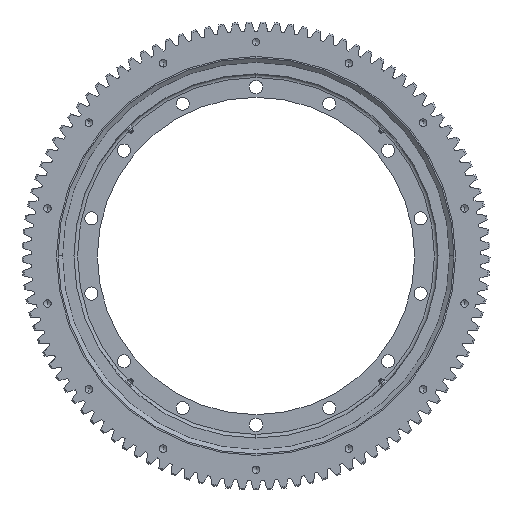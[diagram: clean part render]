
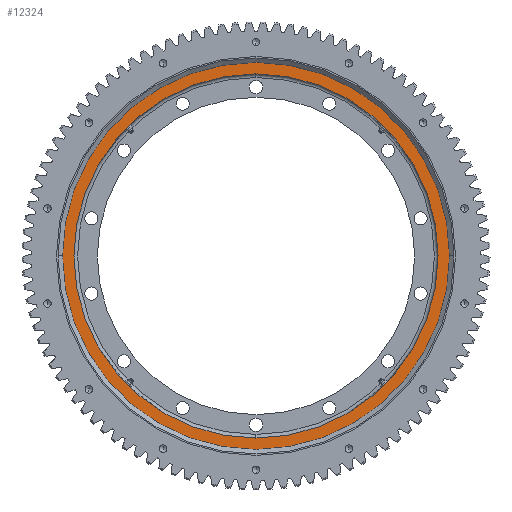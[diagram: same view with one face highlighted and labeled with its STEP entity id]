
A CAD part, front view. The second image highlights one B-rep face of the part: STEP entity #12324.
In plain terms, the highlighted planar face has unit normal (0, -1, 0).
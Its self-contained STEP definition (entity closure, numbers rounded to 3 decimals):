
#139 = DIRECTION ( 'NONE',  ( 0., 0., 1. ) ) ;
#1385 = VERTEX_POINT ( 'NONE', #16055 ) ;
#3668 = EDGE_CURVE ( 'NONE', #26631, #1385, #27562, .T. ) ;
#4377 = ORIENTED_EDGE ( 'NONE', *, *, #23241, .F. ) ;
#5181 = DIRECTION ( 'NONE',  ( 0., 0., 1. ) ) ;
#5223 = DIRECTION ( 'NONE',  ( 0., 1., 0. ) ) ;
#5228 = CARTESIAN_POINT ( 'NONE',  ( 0., -18., 0. ) ) ;
#7197 = EDGE_CURVE ( 'NONE', #17829, #27097, #25958, .T. ) ;
#8784 = DIRECTION ( 'NONE',  ( 0., 1., 0. ) ) ;
#9684 = ORIENTED_EDGE ( 'NONE', *, *, #3668, .F. ) ;
#9933 = AXIS2_PLACEMENT_3D ( 'NONE', #11239, #17121, #17045 ) ;
#11199 = PLANE ( 'NONE',  #9933 ) ;
#11239 = CARTESIAN_POINT ( 'NONE',  ( 0., -18., 217. ) ) ;
#11488 = EDGE_CURVE ( 'NONE', #27097, #17829, #26667, .T. ) ;
#11786 = CARTESIAN_POINT ( 'NONE',  ( 0., -18., 0. ) ) ;
#12108 = EDGE_LOOP ( 'NONE', ( #27072, #22309 ) ) ;
#12324 = ADVANCED_FACE ( 'NONE', ( #21692, #26997 ), #11199, .F. ) ;
#14566 = EDGE_LOOP ( 'NONE', ( #4377, #9684 ) ) ;
#15589 = CARTESIAN_POINT ( 'NONE',  ( 0., -18., 0. ) ) ;
#16055 = CARTESIAN_POINT ( 'NONE',  ( 0., -18., 268.25 ) ) ;
#16167 = CIRCLE ( 'NONE', #20656, 268.25 ) ;
#17045 = DIRECTION ( 'NONE',  ( 0., 0., 1. ) ) ;
#17121 = DIRECTION ( 'NONE',  ( 0., 1., 0. ) ) ;
#17321 = CARTESIAN_POINT ( 'NONE',  ( 0., -18., -249. ) ) ;
#17829 = VERTEX_POINT ( 'NONE', #18498 ) ;
#18458 = DIRECTION ( 'NONE',  ( 0., 1., 0. ) ) ;
#18498 = CARTESIAN_POINT ( 'NONE',  ( 0., -18., 249. ) ) ;
#19165 = DIRECTION ( 'NONE',  ( 0., 0., 1. ) ) ;
#20656 = AXIS2_PLACEMENT_3D ( 'NONE', #5228, #5223, #5181 ) ;
#20696 = AXIS2_PLACEMENT_3D ( 'NONE', #15589, #8784, #139 ) ;
#21692 = FACE_BOUND ( 'NONE', #12108, .T. ) ;
#22309 = ORIENTED_EDGE ( 'NONE', *, *, #11488, .T. ) ;
#22396 = CARTESIAN_POINT ( 'NONE',  ( 0., -18., -268.25 ) ) ;
#22549 = AXIS2_PLACEMENT_3D ( 'NONE', #11786, #18458, #19165 ) ;
#22747 = DIRECTION ( 'NONE',  ( 0., 0., 1. ) ) ;
#22787 = DIRECTION ( 'NONE',  ( 0., 1., 0. ) ) ;
#22863 = CARTESIAN_POINT ( 'NONE',  ( 0., -18., 0. ) ) ;
#23241 = EDGE_CURVE ( 'NONE', #1385, #26631, #16167, .T. ) ;
#25958 = CIRCLE ( 'NONE', #27759, 249. ) ;
#26631 = VERTEX_POINT ( 'NONE', #22396 ) ;
#26667 = CIRCLE ( 'NONE', #20696, 249. ) ;
#26997 = FACE_OUTER_BOUND ( 'NONE', #14566, .T. ) ;
#27072 = ORIENTED_EDGE ( 'NONE', *, *, #7197, .T. ) ;
#27097 = VERTEX_POINT ( 'NONE', #17321 ) ;
#27562 = CIRCLE ( 'NONE', #22549, 268.25 ) ;
#27759 = AXIS2_PLACEMENT_3D ( 'NONE', #22863, #22787, #22747 ) ;
